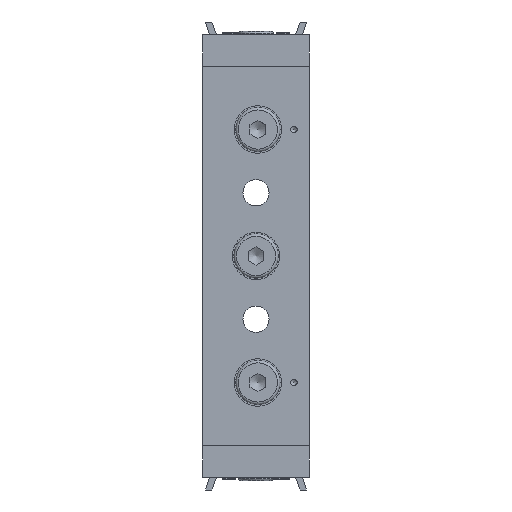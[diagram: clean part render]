
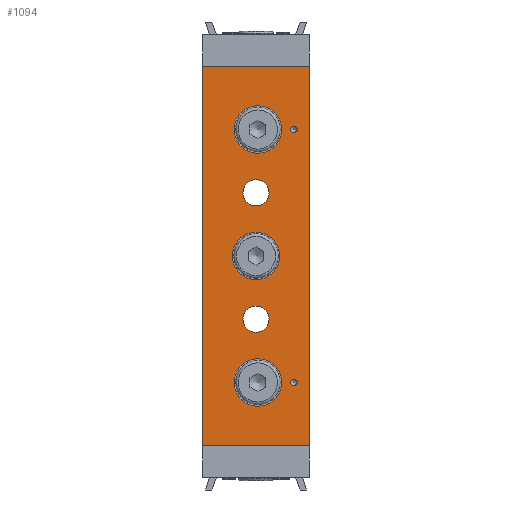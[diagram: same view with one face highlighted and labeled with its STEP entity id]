
A CAD part, left-side view. The second image highlights one B-rep face of the part: STEP entity #1094.
In plain terms, the highlighted planar face has unit normal (-1, 0, 0).
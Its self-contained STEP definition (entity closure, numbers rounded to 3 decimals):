
#388=CARTESIAN_POINT('',(0.0,8.5,33.75));
#389=VERTEX_POINT('',#388);
#390=CARTESIAN_POINT('',(0.0,8.5,30.0));
#391=DIRECTION('',(1.0,0.0,0.0));
#392=DIRECTION('',(0.0,0.0,1.0));
#393=AXIS2_PLACEMENT_3D('',#390,#391,#392);
#394=CIRCLE('',#393,3.75);
#395=EDGE_CURVE('',#389,#389,#394,.T.);
#462=CARTESIAN_POINT('',(0.0,8.5,42.067));
#463=VERTEX_POINT('',#462);
#464=CARTESIAN_POINT('',(0.0,8.5,40.0));
#465=DIRECTION('',(1.0,0.0,0.0));
#466=DIRECTION('',(0.0,0.0,1.0));
#467=AXIS2_PLACEMENT_3D('',#464,#465,#466);
#468=CIRCLE('',#467,2.067);
#469=EDGE_CURVE('',#463,#463,#468,.T.);
#511=CARTESIAN_POINT('',(0.0,8.5,22.067));
#512=VERTEX_POINT('',#511);
#513=CARTESIAN_POINT('',(0.0,8.5,20.0));
#514=DIRECTION('',(1.0,0.0,0.0));
#515=DIRECTION('',(0.0,0.0,1.0));
#516=AXIS2_PLACEMENT_3D('',#513,#514,#515);
#517=CIRCLE('',#516,2.067);
#518=EDGE_CURVE('',#512,#512,#517,.T.);
#598=CARTESIAN_POINT('',(0.0,2.5,50.5));
#599=VERTEX_POINT('',#598);
#600=CARTESIAN_POINT('',(0.0,2.5,50.0));
#601=DIRECTION('',(1.0,0.0,0.0));
#602=DIRECTION('',(0.0,0.0,1.0));
#603=AXIS2_PLACEMENT_3D('',#600,#601,#602);
#604=CIRCLE('',#603,0.5);
#605=EDGE_CURVE('',#599,#599,#604,.T.);
#736=CARTESIAN_POINT('',(0.0,8.2,53.75));
#737=VERTEX_POINT('',#736);
#738=CARTESIAN_POINT('',(0.0,8.2,50.0));
#739=DIRECTION('',(1.0,0.0,0.0));
#740=DIRECTION('',(0.0,0.0,1.0));
#741=AXIS2_PLACEMENT_3D('',#738,#739,#740);
#742=CIRCLE('',#741,3.75);
#743=EDGE_CURVE('',#737,#737,#742,.T.);
#917=CARTESIAN_POINT('',(0.0,2.5,10.5));
#918=VERTEX_POINT('',#917);
#919=CARTESIAN_POINT('',(0.0,2.5,10.0));
#920=DIRECTION('',(1.0,0.0,0.0));
#921=DIRECTION('',(0.0,0.0,1.0));
#922=AXIS2_PLACEMENT_3D('',#919,#920,#921);
#923=CIRCLE('',#922,0.5);
#924=EDGE_CURVE('',#918,#918,#923,.T.);
#986=CARTESIAN_POINT('',(0.0,8.2,13.75));
#987=VERTEX_POINT('',#986);
#988=CARTESIAN_POINT('',(0.0,8.2,10.0));
#989=DIRECTION('',(1.0,0.0,0.0));
#990=DIRECTION('',(0.0,0.0,1.0));
#991=AXIS2_PLACEMENT_3D('',#988,#989,#990);
#992=CIRCLE('',#991,3.75);
#993=EDGE_CURVE('',#987,#987,#992,.T.);
#1034=CARTESIAN_POINT('',(0.0,0.0,0.0));
#1035=DIRECTION('',(-1.0,0.0,0.0));
#1036=DIRECTION('',(0.0,0.0,1.0));
#1037=AXIS2_PLACEMENT_3D('',#1034,#1035,#1036);
#1038=PLANE('',#1037);
#1039=CARTESIAN_POINT('',(0.0,0.0,60.0));
#1040=VERTEX_POINT('',#1039);
#1041=CARTESIAN_POINT('',(0.0,17.0,60.0));
#1042=VERTEX_POINT('',#1041);
#1043=CARTESIAN_POINT('',(0.0,0.0,60.0));
#1044=DIRECTION('',(0.0,1.0,0.0));
#1045=VECTOR('',#1044,17.0);
#1046=LINE('',#1043,#1045);
#1047=EDGE_CURVE('',#1040,#1042,#1046,.T.);
#1048=ORIENTED_EDGE('',*,*,#1047,.T.);
#1049=CARTESIAN_POINT('',(0.0,17.0,0.0));
#1050=VERTEX_POINT('',#1049);
#1051=CARTESIAN_POINT('',(0.0,17.0,0.0));
#1052=DIRECTION('',(0.0,0.0,1.0));
#1053=VECTOR('',#1052,60.0);
#1054=LINE('',#1051,#1053);
#1055=EDGE_CURVE('',#1050,#1042,#1054,.T.);
#1056=ORIENTED_EDGE('',*,*,#1055,.F.);
#1057=CARTESIAN_POINT('',(0.0,0.0,0.0));
#1058=VERTEX_POINT('',#1057);
#1059=CARTESIAN_POINT('',(0.0,17.0,0.0));
#1060=DIRECTION('',(0.0,-1.0,0.0));
#1061=VECTOR('',#1060,17.0);
#1062=LINE('',#1059,#1061);
#1063=EDGE_CURVE('',#1050,#1058,#1062,.T.);
#1064=ORIENTED_EDGE('',*,*,#1063,.T.);
#1065=CARTESIAN_POINT('',(0.0,0.0,0.0));
#1066=DIRECTION('',(0.0,0.0,1.0));
#1067=VECTOR('',#1066,60.0);
#1068=LINE('',#1065,#1067);
#1069=EDGE_CURVE('',#1058,#1040,#1068,.T.);
#1070=ORIENTED_EDGE('',*,*,#1069,.T.);
#1071=EDGE_LOOP('',(#1048,#1056,#1064,#1070));
#1072=FACE_OUTER_BOUND('',#1071,.T.);
#1073=ORIENTED_EDGE('',*,*,#395,.T.);
#1074=EDGE_LOOP('',(#1073));
#1075=FACE_BOUND('',#1074,.T.);
#1076=ORIENTED_EDGE('',*,*,#469,.T.);
#1077=EDGE_LOOP('',(#1076));
#1078=FACE_BOUND('',#1077,.T.);
#1079=ORIENTED_EDGE('',*,*,#518,.T.);
#1080=EDGE_LOOP('',(#1079));
#1081=FACE_BOUND('',#1080,.T.);
#1082=ORIENTED_EDGE('',*,*,#605,.T.);
#1083=EDGE_LOOP('',(#1082));
#1084=FACE_BOUND('',#1083,.T.);
#1085=ORIENTED_EDGE('',*,*,#743,.T.);
#1086=EDGE_LOOP('',(#1085));
#1087=FACE_BOUND('',#1086,.T.);
#1088=ORIENTED_EDGE('',*,*,#924,.T.);
#1089=EDGE_LOOP('',(#1088));
#1090=FACE_BOUND('',#1089,.T.);
#1091=ORIENTED_EDGE('',*,*,#993,.T.);
#1092=EDGE_LOOP('',(#1091));
#1093=FACE_BOUND('',#1092,.T.);
#1094=ADVANCED_FACE('',(#1072,#1075,#1078,#1081,#1084,#1087,#1090,#1093),#1038,.T.);
